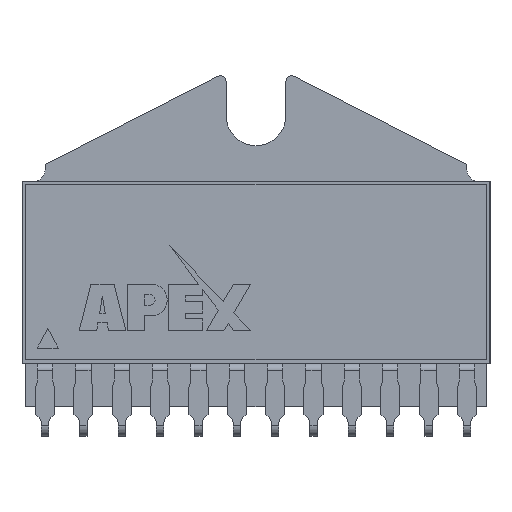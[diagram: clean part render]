
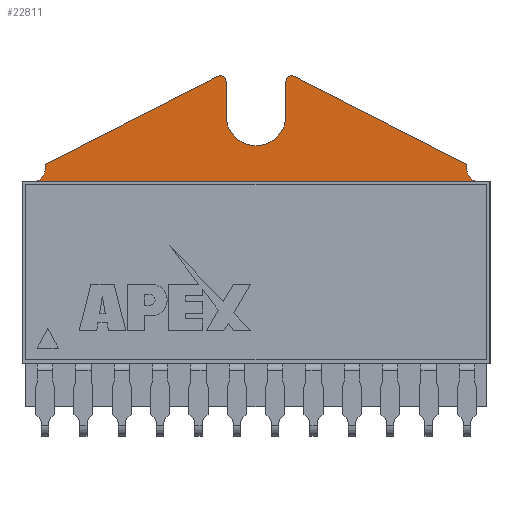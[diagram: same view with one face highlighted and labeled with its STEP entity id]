
A CAD part, top view. The second image highlights one B-rep face of the part: STEP entity #22811.
In plain terms, the highlighted planar face has unit normal (0, 0, 1).
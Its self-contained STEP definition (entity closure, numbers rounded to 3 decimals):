
#22222=CARTESIAN_POINT('',(2.163,23.589,1.854));
#22223=VERTEX_POINT('',#22222);
#22239=CARTESIAN_POINT('',(1.981,23.264,1.854));
#22240=VERTEX_POINT('',#22239);
#22247=CARTESIAN_POINT('',(2.362,23.264,1.854));
#22248=DIRECTION('',(0.0,0.0,-1.));
#22249=DIRECTION('',(-0.522,0.853,0.0));
#22250=AXIS2_PLACEMENT_3D('',#22247,#22248,#22249);
#22251=CIRCLE('',#22250,0.381);
#22252=EDGE_CURVE('',#22240,#22223,#22251,.T.);
#22264=CARTESIAN_POINT('',(0.,19.022,1.854));
#22265=VERTEX_POINT('',#22264);
#22281=CARTESIAN_POINT('',(-1.981,21.003,1.854));
#22282=VERTEX_POINT('',#22281);
#22289=CARTESIAN_POINT('',(0.,21.003,1.854));
#22290=DIRECTION('',(0.0,0.0,1.0));
#22291=DIRECTION('',(0.0,-1.0,0.0));
#22292=AXIS2_PLACEMENT_3D('',#22289,#22290,#22291);
#22293=CIRCLE('',#22292,1.981);
#22294=EDGE_CURVE('',#22282,#22265,#22293,.T.);
#22306=CARTESIAN_POINT('',(-2.163,23.589,1.854));
#22307=VERTEX_POINT('',#22306);
#22323=CARTESIAN_POINT('',(-2.535,23.603,1.854));
#22324=VERTEX_POINT('',#22323);
#22331=CARTESIAN_POINT('',(-2.362,23.264,1.854));
#22332=DIRECTION('',(0.0,0.0,-1.0));
#22333=DIRECTION('',(0.522,0.853,0.0));
#22334=AXIS2_PLACEMENT_3D('',#22331,#22332,#22333);
#22335=CIRCLE('',#22334,0.381);
#22336=EDGE_CURVE('',#22324,#22307,#22335,.T.);
#22348=CARTESIAN_POINT('',(-14.193,16.883,1.854));
#22349=VERTEX_POINT('',#22348);
#22365=CARTESIAN_POINT('',(-14.732,16.66,1.854));
#22366=VERTEX_POINT('',#22365);
#22373=CARTESIAN_POINT('',(-14.732,17.422,1.854));
#22374=DIRECTION('',(0.0,0.0,1.0));
#22375=DIRECTION('',(0.707,-0.707,0.0));
#22376=AXIS2_PLACEMENT_3D('',#22373,#22374,#22375);
#22377=CIRCLE('',#22376,0.762);
#22378=EDGE_CURVE('',#22366,#22349,#22377,.T.);
#22390=CARTESIAN_POINT('',(14.193,16.883,1.854));
#22391=VERTEX_POINT('',#22390);
#22407=CARTESIAN_POINT('',(13.97,17.422,1.854));
#22408=VERTEX_POINT('',#22407);
#22415=CARTESIAN_POINT('',(14.732,17.422,1.854));
#22416=DIRECTION('',(0.0,0.0,1.0));
#22417=DIRECTION('',(-0.707,-0.707,0.0));
#22418=AXIS2_PLACEMENT_3D('',#22415,#22416,#22417);
#22419=CIRCLE('',#22418,0.762);
#22420=EDGE_CURVE('',#22408,#22391,#22419,.T.);
#22430=CARTESIAN_POINT('',(13.97,17.777,1.854));
#22431=VERTEX_POINT('',#22430);
#22432=CARTESIAN_POINT('',(13.97,17.777,1.854));
#22433=DIRECTION('',(0.0,-1.0,0.0));
#22434=VECTOR('',#22433,0.355);
#22435=LINE('',#22432,#22434);
#22436=EDGE_CURVE('',#22431,#22408,#22435,.T.);
#22462=CARTESIAN_POINT('',(14.732,16.66,1.854));
#22463=VERTEX_POINT('',#22462);
#22464=CARTESIAN_POINT('',(14.732,17.422,1.854));
#22465=DIRECTION('',(0.0,0.0,1.0));
#22466=DIRECTION('',(-0.707,-0.707,0.0));
#22467=AXIS2_PLACEMENT_3D('',#22464,#22465,#22466);
#22468=CIRCLE('',#22467,0.762);
#22469=EDGE_CURVE('',#22391,#22463,#22468,.T.);
#22494=CARTESIAN_POINT('',(14.732,16.66,1.854));
#22495=DIRECTION('',(-1.0,0.0,0.0));
#22496=VECTOR('',#22495,29.464);
#22497=LINE('',#22494,#22496);
#22498=EDGE_CURVE('',#22463,#22366,#22497,.T.);
#22517=CARTESIAN_POINT('',(-13.97,17.422,1.854));
#22518=VERTEX_POINT('',#22517);
#22519=CARTESIAN_POINT('',(-14.732,17.422,1.854));
#22520=DIRECTION('',(0.0,0.0,1.0));
#22521=DIRECTION('',(0.707,-0.707,0.0));
#22522=AXIS2_PLACEMENT_3D('',#22519,#22520,#22521);
#22523=CIRCLE('',#22522,0.762);
#22524=EDGE_CURVE('',#22349,#22518,#22523,.T.);
#22549=CARTESIAN_POINT('',(-13.97,17.777,1.854));
#22550=VERTEX_POINT('',#22549);
#22551=CARTESIAN_POINT('',(-13.97,17.422,1.854));
#22552=DIRECTION('',(0.0,1.0,0.0));
#22553=VECTOR('',#22552,0.355);
#22554=LINE('',#22551,#22553);
#22555=EDGE_CURVE('',#22518,#22550,#22554,.T.);
#22580=CARTESIAN_POINT('',(-13.97,17.777,1.854));
#22581=DIRECTION('',(0.891,0.454,0.0));
#22582=VECTOR('',#22581,12.834);
#22583=LINE('',#22580,#22582);
#22584=EDGE_CURVE('',#22550,#22324,#22583,.T.);
#22603=CARTESIAN_POINT('',(-1.981,23.264,1.854));
#22604=VERTEX_POINT('',#22603);
#22605=CARTESIAN_POINT('',(-2.362,23.264,1.854));
#22606=DIRECTION('',(0.0,0.0,-1.0));
#22607=DIRECTION('',(0.522,0.853,0.0));
#22608=AXIS2_PLACEMENT_3D('',#22605,#22606,#22607);
#22609=CIRCLE('',#22608,0.381);
#22610=EDGE_CURVE('',#22307,#22604,#22609,.T.);
#22635=CARTESIAN_POINT('',(-1.981,23.264,1.854));
#22636=DIRECTION('',(0.0,-1.0,0.0));
#22637=VECTOR('',#22636,2.261);
#22638=LINE('',#22635,#22637);
#22639=EDGE_CURVE('',#22604,#22282,#22638,.T.);
#22658=CARTESIAN_POINT('',(1.981,21.003,1.854));
#22659=VERTEX_POINT('',#22658);
#22660=CARTESIAN_POINT('',(0.,21.003,1.854));
#22661=DIRECTION('',(0.0,0.0,1.0));
#22662=DIRECTION('',(0.0,-1.0,0.0));
#22663=AXIS2_PLACEMENT_3D('',#22660,#22661,#22662);
#22664=CIRCLE('',#22663,1.981);
#22665=EDGE_CURVE('',#22265,#22659,#22664,.T.);
#22690=CARTESIAN_POINT('',(1.981,21.003,1.854));
#22691=DIRECTION('',(0.0,1.0,0.0));
#22692=VECTOR('',#22691,2.261);
#22693=LINE('',#22690,#22692);
#22694=EDGE_CURVE('',#22659,#22240,#22693,.T.);
#22713=CARTESIAN_POINT('',(2.535,23.603,1.854));
#22714=VERTEX_POINT('',#22713);
#22715=CARTESIAN_POINT('',(2.362,23.264,1.854));
#22716=DIRECTION('',(0.0,0.0,-1.));
#22717=DIRECTION('',(-0.522,0.853,0.0));
#22718=AXIS2_PLACEMENT_3D('',#22715,#22716,#22717);
#22719=CIRCLE('',#22718,0.381);
#22720=EDGE_CURVE('',#22223,#22714,#22719,.T.);
#22745=CARTESIAN_POINT('',(2.535,23.603,1.854));
#22746=DIRECTION('',(0.891,-0.454,0.0));
#22747=VECTOR('',#22746,12.834);
#22748=LINE('',#22745,#22747);
#22749=EDGE_CURVE('',#22714,#22431,#22748,.T.);
#22787=CARTESIAN_POINT('',(0.,18.931,1.854));
#22788=DIRECTION('',(0.0,0.0,1.0));
#22789=DIRECTION('',(1.0,0.0,0.0));
#22790=AXIS2_PLACEMENT_3D('',#22787,#22788,#22789);
#22791=PLANE('',#22790);
#22792=ORIENTED_EDGE('',*,*,#22436,.F.);
#22793=ORIENTED_EDGE('',*,*,#22749,.F.);
#22794=ORIENTED_EDGE('',*,*,#22720,.F.);
#22795=ORIENTED_EDGE('',*,*,#22252,.F.);
#22796=ORIENTED_EDGE('',*,*,#22694,.F.);
#22797=ORIENTED_EDGE('',*,*,#22665,.F.);
#22798=ORIENTED_EDGE('',*,*,#22294,.F.);
#22799=ORIENTED_EDGE('',*,*,#22639,.F.);
#22800=ORIENTED_EDGE('',*,*,#22610,.F.);
#22801=ORIENTED_EDGE('',*,*,#22336,.F.);
#22802=ORIENTED_EDGE('',*,*,#22584,.F.);
#22803=ORIENTED_EDGE('',*,*,#22555,.F.);
#22804=ORIENTED_EDGE('',*,*,#22524,.F.);
#22805=ORIENTED_EDGE('',*,*,#22378,.F.);
#22806=ORIENTED_EDGE('',*,*,#22498,.F.);
#22807=ORIENTED_EDGE('',*,*,#22469,.F.);
#22808=ORIENTED_EDGE('',*,*,#22420,.F.);
#22809=EDGE_LOOP('',(#22792,#22793,#22794,#22795,#22796,#22797,#22798,#22799,#22800,#22801,#22802,#22803,#22804,#22805,#22806,#22807,#22808));
#22810=FACE_OUTER_BOUND('',#22809,.T.);
#22811=ADVANCED_FACE('',(#22810),#22791,.T.);
